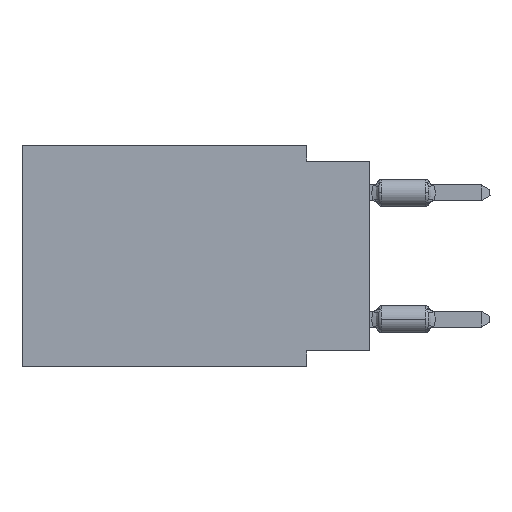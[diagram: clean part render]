
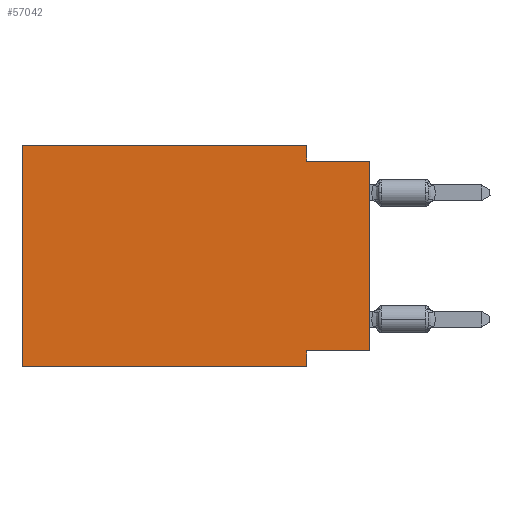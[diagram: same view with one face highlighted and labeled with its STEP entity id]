
A CAD part, left-side view. The second image highlights one B-rep face of the part: STEP entity #57042.
In plain terms, the highlighted planar face has unit normal (-1, 0, 0).
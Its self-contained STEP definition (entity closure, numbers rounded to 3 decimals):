
#1792 = LINE ( 'NONE', #5530, #27454 ) ;
#1876 = LINE ( 'NONE', #24856, #5760 ) ;
#2425 = VECTOR ( 'NONE', #18463, 1000. ) ;
#3325 = AXIS2_PLACEMENT_3D ( 'NONE', #5408, #34576, #42990 ) ;
#3361 = EDGE_CURVE ( 'NONE', #30004, #40120, #43351, .T. ) ;
#3545 = DIRECTION ( 'NONE',  ( 0., 0., 1. ) ) ;
#4868 = CARTESIAN_POINT ( 'NONE',  ( 0., 0., -0.635 ) ) ;
#5408 = CARTESIAN_POINT ( 'NONE',  ( 0., 13.97, 0. ) ) ;
#5530 = CARTESIAN_POINT ( 'NONE',  ( 0., 13.97, -8.89 ) ) ;
#5705 = PLANE ( 'NONE',  #3325 ) ;
#5760 = VECTOR ( 'NONE', #29829, 1000. ) ;
#5978 = DIRECTION ( 'NONE',  ( 0., -1., 0. ) ) ;
#7944 = EDGE_LOOP ( 'NONE', ( #18022, #15304, #45619, #19012, #31693, #50745, #46649, #48637 ) ) ;
#10125 = VERTEX_POINT ( 'NONE', #29778 ) ;
#12510 = VECTOR ( 'NONE', #29080, 1000. ) ;
#14771 = CARTESIAN_POINT ( 'NONE',  ( 0., 0., -0.635 ) ) ;
#15304 = ORIENTED_EDGE ( 'NONE', *, *, #3361, .F. ) ;
#15344 = FACE_OUTER_BOUND ( 'NONE', #7944, .T. ) ;
#15593 = CARTESIAN_POINT ( 'NONE',  ( 0., 13.97, 0. ) ) ;
#16770 = VECTOR ( 'NONE', #3545, 1000. ) ;
#17317 = VECTOR ( 'NONE', #17613, 1000. ) ;
#17613 = DIRECTION ( 'NONE',  ( 0., 0., -1. ) ) ;
#17934 = LINE ( 'NONE', #51755, #17317 ) ;
#18022 = ORIENTED_EDGE ( 'NONE', *, *, #54367, .T. ) ;
#18463 = DIRECTION ( 'NONE',  ( 0., 0., -1. ) ) ;
#18776 = VECTOR ( 'NONE', #5978, 1000. ) ;
#18986 = VERTEX_POINT ( 'NONE', #48235 ) ;
#19012 = ORIENTED_EDGE ( 'NONE', *, *, #35435, .F. ) ;
#19843 = CARTESIAN_POINT ( 'NONE',  ( 0., 2.54, 0. ) ) ;
#20177 = EDGE_CURVE ( 'NONE', #18986, #40212, #17934, .T. ) ;
#20639 = LINE ( 'NONE', #58549, #22839 ) ;
#21951 = CARTESIAN_POINT ( 'NONE',  ( 0., 0., -8.255 ) ) ;
#22095 = CARTESIAN_POINT ( 'NONE',  ( 0., 2.54, -0.635 ) ) ;
#22839 = VECTOR ( 'NONE', #44235, 1000. ) ;
#24856 = CARTESIAN_POINT ( 'NONE',  ( 0., 0., -8.255 ) ) ;
#27454 = VECTOR ( 'NONE', #45881, 1000. ) ;
#29080 = DIRECTION ( 'NONE',  ( 0., -1., 0. ) ) ;
#29778 = CARTESIAN_POINT ( 'NONE',  ( 0., 13.97, -8.89 ) ) ;
#29829 = DIRECTION ( 'NONE',  ( 0., 1., 0. ) ) ;
#29974 = CARTESIAN_POINT ( 'NONE',  ( 0., 2.54, -8.89 ) ) ;
#30004 = VERTEX_POINT ( 'NONE', #22095 ) ;
#31693 = ORIENTED_EDGE ( 'NONE', *, *, #38999, .F. ) ;
#34576 = DIRECTION ( 'NONE',  ( 1., 0., 0. ) ) ;
#34955 = CARTESIAN_POINT ( 'NONE',  ( 0., 0., 0. ) ) ;
#35435 = EDGE_CURVE ( 'NONE', #39686, #56673, #42945, .T. ) ;
#38999 = EDGE_CURVE ( 'NONE', #10125, #39686, #20639, .T. ) ;
#39686 = VERTEX_POINT ( 'NONE', #60596 ) ;
#40120 = VERTEX_POINT ( 'NONE', #14771 ) ;
#40212 = VERTEX_POINT ( 'NONE', #29974 ) ;
#42463 = EDGE_CURVE ( 'NONE', #10125, #40212, #1792, .T. ) ;
#42945 = LINE ( 'NONE', #15593, #18776 ) ;
#42990 = DIRECTION ( 'NONE',  ( 0., 0., -1. ) ) ;
#43001 = LINE ( 'NONE', #52620, #2425 ) ;
#43244 = EDGE_CURVE ( 'NONE', #60432, #18986, #1876, .T. ) ;
#43351 = LINE ( 'NONE', #4868, #12510 ) ;
#44235 = DIRECTION ( 'NONE',  ( 0., 0., 1. ) ) ;
#45619 = ORIENTED_EDGE ( 'NONE', *, *, #57831, .F. ) ;
#45881 = DIRECTION ( 'NONE',  ( 0., -1., 0. ) ) ;
#46649 = ORIENTED_EDGE ( 'NONE', *, *, #20177, .F. ) ;
#48235 = CARTESIAN_POINT ( 'NONE',  ( 0., 2.54, -8.255 ) ) ;
#48637 = ORIENTED_EDGE ( 'NONE', *, *, #43244, .F. ) ;
#50745 = ORIENTED_EDGE ( 'NONE', *, *, #42463, .T. ) ;
#51755 = CARTESIAN_POINT ( 'NONE',  ( 0., 2.54, -8.89 ) ) ;
#52620 = CARTESIAN_POINT ( 'NONE',  ( 0., 2.54, 0. ) ) ;
#54367 = EDGE_CURVE ( 'NONE', #60432, #40120, #58568, .T. ) ;
#56673 = VERTEX_POINT ( 'NONE', #19843 ) ;
#57042 = ADVANCED_FACE ( 'NONE', ( #15344 ), #5705, .F. ) ;
#57831 = EDGE_CURVE ( 'NONE', #56673, #30004, #43001, .T. ) ;
#58549 = CARTESIAN_POINT ( 'NONE',  ( 0., 13.97, 0. ) ) ;
#58568 = LINE ( 'NONE', #34955, #16770 ) ;
#60432 = VERTEX_POINT ( 'NONE', #21951 ) ;
#60596 = CARTESIAN_POINT ( 'NONE',  ( 0., 13.97, 0. ) ) ;
